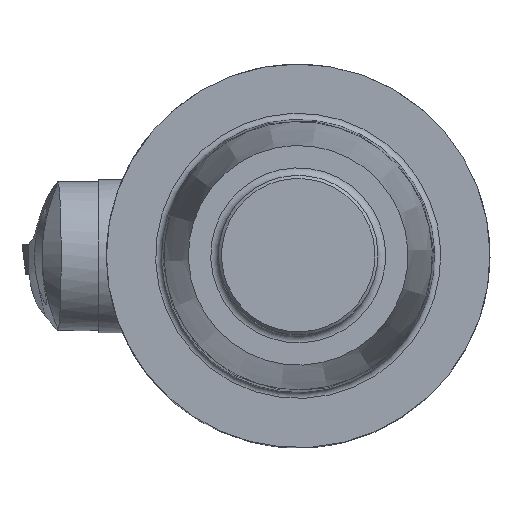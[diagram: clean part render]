
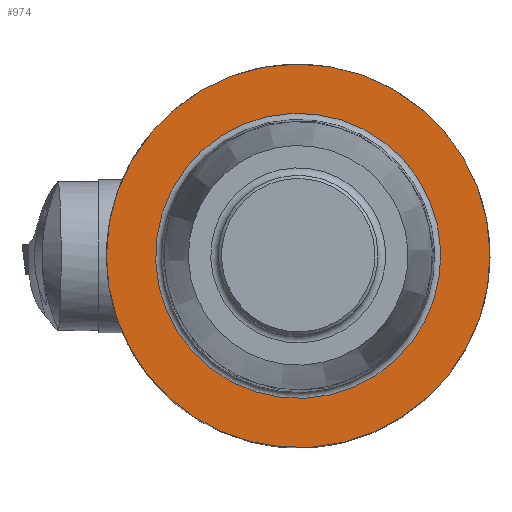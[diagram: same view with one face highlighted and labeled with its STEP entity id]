
A CAD part, top view. The second image highlights one B-rep face of the part: STEP entity #974.
In plain terms, the highlighted planar face has unit normal (0, 0, 1).
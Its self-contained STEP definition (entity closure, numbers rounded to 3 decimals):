
#671=PLANE('',#7036);
#974=ADVANCED_FACE('',(#1371,#1372),#671,.F.);
#1371=FACE_BOUND('',#1480,.T.);
#1372=FACE_BOUND('',#1481,.T.);
#1480=EDGE_LOOP('',(#3505));
#1481=EDGE_LOOP('',(#3506));
#1919=CIRCLE('',#7033,12.5);
#1920=CIRCLE('',#7035,9.292);
#3505=ORIENTED_EDGE('',*,*,#6050,.T.);
#3506=ORIENTED_EDGE('',*,*,#6047,.F.);
#5402=VERTEX_POINT('',#9652);
#5405=VERTEX_POINT('',#9773);
#6047=EDGE_CURVE('',#5402,#5402,#1919,.T.);
#6050=EDGE_CURVE('',#5405,#5405,#1920,.T.);
#7033=AXIS2_PLACEMENT_3D('',#9651,#7643,#7644);
#7035=AXIS2_PLACEMENT_3D('',#9772,#7647,#7648);
#7036=AXIS2_PLACEMENT_3D('',#9774,#7649,#7650);
#7643=DIRECTION('',(0.,0.,-1.));
#7644=DIRECTION('',(-1.,0.,0.));
#7647=DIRECTION('',(0.,0.,-1.));
#7648=DIRECTION('',(0.924,0.383,0.));
#7649=DIRECTION('',(0.,0.,-1.));
#7650=DIRECTION('',(-1.,0.,0.));
#9651=CARTESIAN_POINT('',(0.,0.,0.));
#9652=CARTESIAN_POINT('',(-12.5,0.,0.));
#9772=CARTESIAN_POINT('',(0.,0.,0.));
#9773=CARTESIAN_POINT('',(8.584,3.558,0.));
#9774=CARTESIAN_POINT('',(11.316,4.691,0.));
